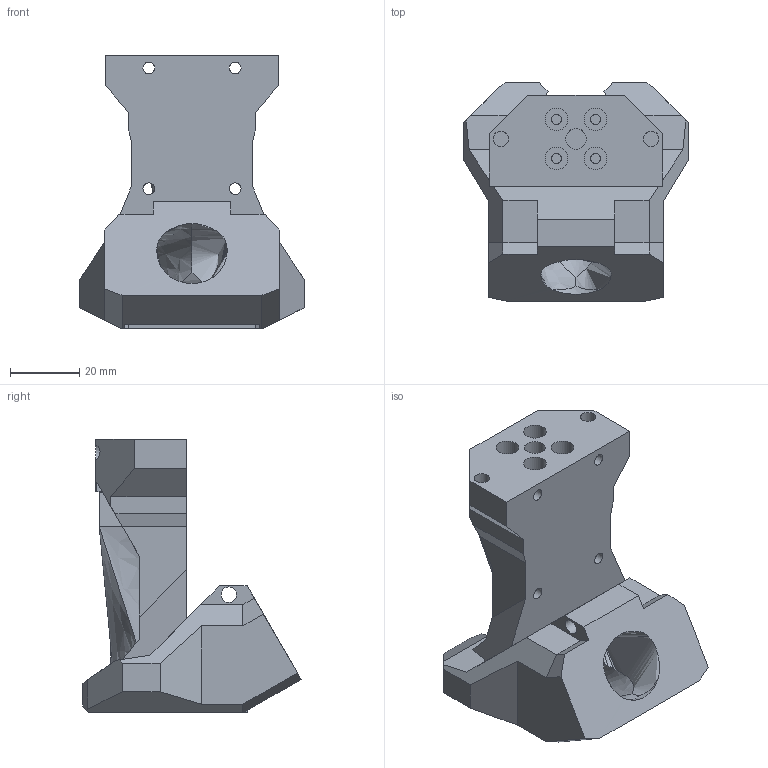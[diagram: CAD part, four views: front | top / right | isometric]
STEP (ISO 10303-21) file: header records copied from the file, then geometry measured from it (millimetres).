
FILE_DESCRIPTION(/* description */ ('STEP AP242 Edition 2','CAx-IF Rec.Pracs.---Representation and Presentation of Product Manufacturing Information (PMI)---4.0---2014-10-13','CAx-IF Rec.Pracs.---3D Tessellated Geometry---0.4---2014-09-14','2;1','CAx-IF Rec.Pracs.---User Defined Attributes---1.5---2016-08-15'),/* implementation_level */ '2;1');
FILE_NAME(/* name */ '694f3a8a5d108516e5995743',/* time_stamp */ '2025-12-27T01:46:51Z',/* author */ (''),/* organization */ (''),/* preprocessor_version */ 'ST-DEVELOPER v20',/* originating_system */ 'ONSHAPE BY PTC INC, 1.208',/* authorisation */ ' ');
FILE_SCHEMA (('AP242_MANAGED_MODEL_BASED_3D_ENGINEERING_MIM_LF { 1 0 10303 442 3 1 4 }'));
Length unit declared in the file: metre
Products named in the file (3): Part 3; Part 2; Part 1
Bounding box: 64.98 x 63.22 x 79.35 mm (x, y, z)
Volume: 89006.5 mm3; surface area: 32570.5 mm2
Topology: 3 solids, 3 shells, 167 faces, 475 edges, 315 vertices
Faces by surface type: plane 127, cylinder 34, bspline 6
Full cylindrical faces by diameter (mm): 2.9 x4, 3.4 x4, 4.5 x7, 5.5 x2, 6 x1, 6.5 x4
Entity records: 8967 total; most frequent: CARTESIAN_POINT 4678, ORIENTED_EDGE 876, DIRECTION 812, EDGE_CURVE 438, LINE 316, VECTOR 316, VERTEX_POINT 303, AXIS2_PLACEMENT_3D 248
